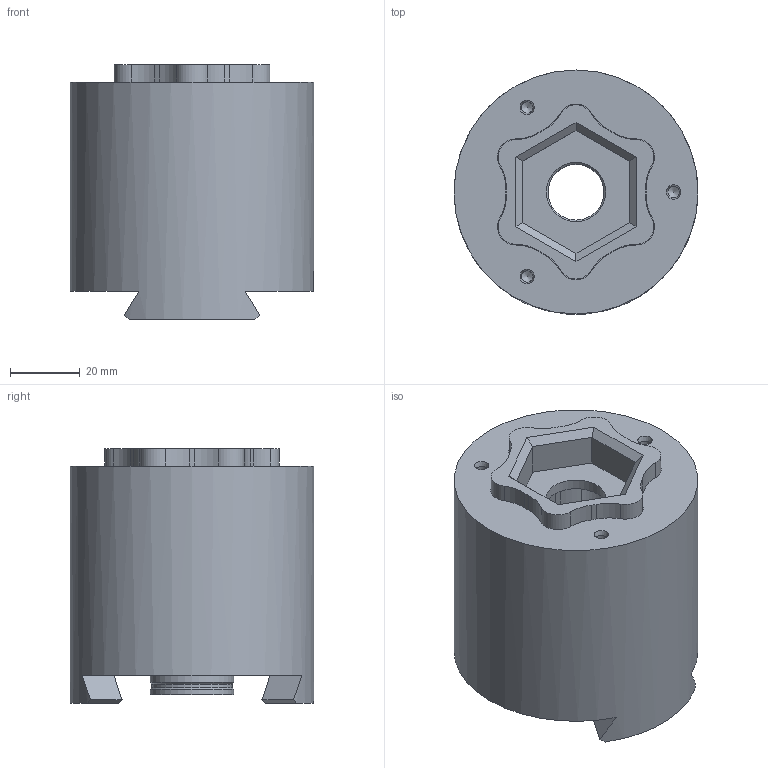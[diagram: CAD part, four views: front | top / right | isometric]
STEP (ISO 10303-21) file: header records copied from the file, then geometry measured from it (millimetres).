
FILE_DESCRIPTION(/* description */ (''),/* implementation_level */ '2;1');
FILE_NAME(/* name */ 'OpenATC-Top-main-body.step',/* time_stamp */ '2025-11-16T14:44:28Z',/* author */ (''),/* organization */ (''),/* preprocessor_version */ 'ST-DEVELOPER v20.1',/* originating_system */ 'Autodesk Translation Framework v14.21.0.0',/* authorisation */ '');
FILE_SCHEMA (('AUTOMOTIVE_DESIGN { 1 0 10303 214 3 1 1 }'));
Length unit declared in the file: millimetre
Products named in the file (2): OpenATC-Top-main-body; OpenATC-ER20-A-Nut-holder
Assembly tree (1 placements, depth 2):
  OpenATC-Top-main-body
    OpenATC-ER20-A-Nut-holder
Bounding box: 70 x 70 x 73 mm (x, y, z)
Volume: 161043.5 mm3; surface area: 41150.4 mm2
Topology: 2 solids, 2 shells, 106 faces, 271 edges, 176 vertices
Faces by surface type: cylinder 62, plane 35, cone 9
Full cylindrical faces by diameter (mm): 3.332 x3, 16 x1, 17 x1, 23 x1, 24 x2, 26.5 x2, 31.5 x2, 48 x1, 70 x1
Entity records: 3325 total; most frequent: DIRECTION 641, CARTESIAN_POINT 553, ORIENTED_EDGE 536, EDGE_CURVE 268, AXIS2_PLACEMENT_3D 264, VERTEX_POINT 176, CIRCLE 139, EDGE_LOOP 120
